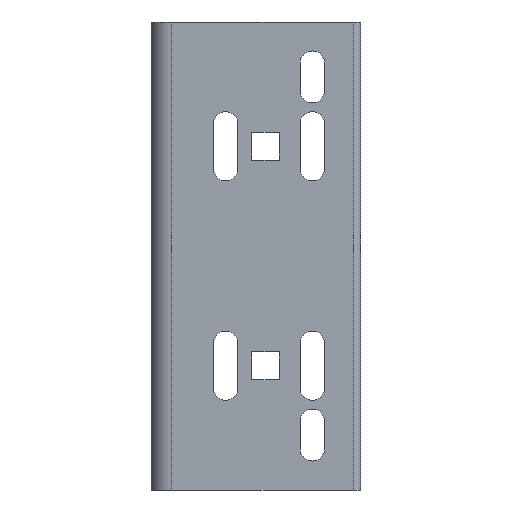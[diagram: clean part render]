
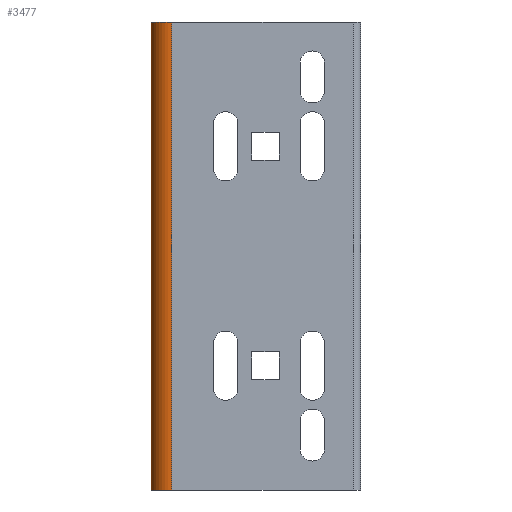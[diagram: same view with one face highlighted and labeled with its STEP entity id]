
A CAD part, left-side view. The second image highlights one B-rep face of the part: STEP entity #3477.
In plain terms, the highlighted cylindrical face has radius 6 mm (diameter 12 mm), a partial arc.
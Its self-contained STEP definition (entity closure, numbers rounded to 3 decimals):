
#409=CARTESIAN_POINT('',(-94.,54.5,67.5));
#410=DIRECTION('',(0.,0.,1.));
#411=DIRECTION('',(1.,0.,0.));
#412=AXIS2_PLACEMENT_3D('',#409,#410,#411);
#833=CARTESIAN_POINT('',(-94.,54.5,-67.5));
#834=DIRECTION('',(0.,0.,-1.));
#835=DIRECTION('',(-1.,0.,0.));
#836=AXIS2_PLACEMENT_3D('',#833,#834,#835);
#1053=DIRECTION('',(0.,0.,-1.));
#1054=VECTOR('',#1053,135.);
#1055=CARTESIAN_POINT('',(-88.,54.5,67.5));
#1056=LINE('',#1055,#1054);
#1057=DIRECTION('',(0.,0.,1.));
#1058=VECTOR('',#1057,135.);
#1059=CARTESIAN_POINT('',(-100.,54.5,-67.5));
#1060=LINE('',#1059,#1058);
#2357=CARTESIAN_POINT('',(-88.,54.5,67.5));
#2358=VERTEX_POINT('',#2357);
#2359=CARTESIAN_POINT('',(-100.,54.5,67.5));
#2360=VERTEX_POINT('',#2359);
#2421=CARTESIAN_POINT('',(-100.,54.5,-67.5));
#2422=VERTEX_POINT('',#2421);
#2435=CARTESIAN_POINT('',(-88.,54.5,-67.5));
#2436=VERTEX_POINT('',#2435);
#3465=CARTESIAN_POINT('',(-94.,54.5,-67.5));
#3466=DIRECTION('',(0.,0.,1.));
#3467=DIRECTION('',(-1.,0.,0.));
#3468=AXIS2_PLACEMENT_3D('',#3465,#3466,#3467);
#3469=CYLINDRICAL_SURFACE('',#3468,6.);
#3470=ORIENTED_EDGE('',*,*,#3446,.F.);
#3471=ORIENTED_EDGE('',*,*,#2953,.T.);
#3473=ORIENTED_EDGE('',*,*,#3472,.F.);
#3474=ORIENTED_EDGE('',*,*,#3260,.T.);
#3475=EDGE_LOOP('',(#3470,#3471,#3473,#3474));
#3476=FACE_OUTER_BOUND('',#3475,.F.);
#3477=ADVANCED_FACE('',(#3476),#3469,.T.);
#413=CIRCLE('',#412,6.);
#837=CIRCLE('',#836,6.);
#2953=EDGE_CURVE('',#2358,#2360,#413,.T.);
#3260=EDGE_CURVE('',#2422,#2436,#837,.T.);
#3446=EDGE_CURVE('',#2358,#2436,#1056,.T.);
#3472=EDGE_CURVE('',#2422,#2360,#1060,.T.);
